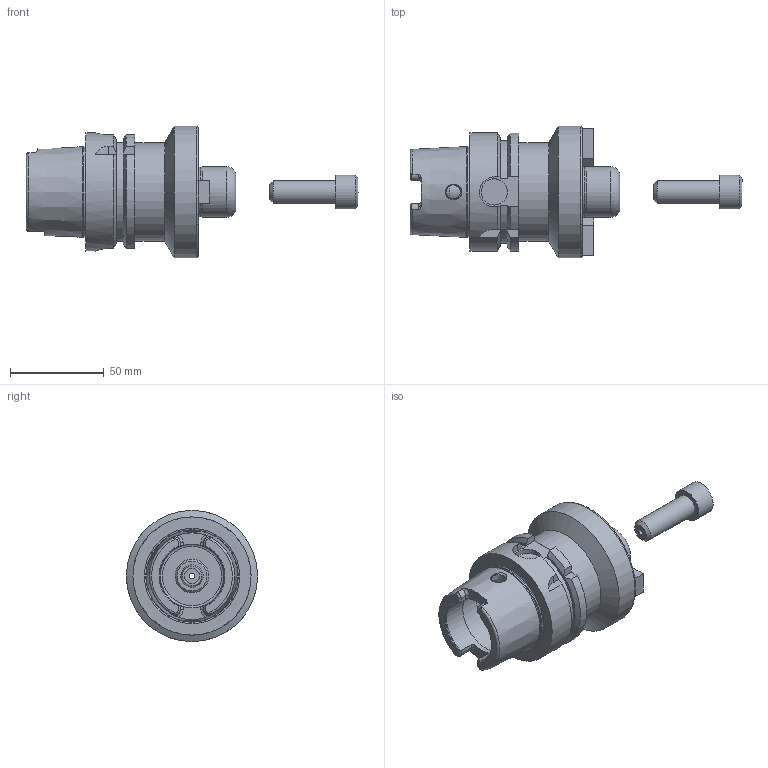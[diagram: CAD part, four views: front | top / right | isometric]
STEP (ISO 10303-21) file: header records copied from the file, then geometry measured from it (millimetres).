
FILE_DESCRIPTION((''),'2;1');
FILE_NAME('535015227060-3D.stp','2020-05-08T09:56:56',('nttooll'),(''),'Autodesk Inventor 2012','Autodesk Inventor 2012','');
FILE_SCHEMA(('AUTOMOTIVE_DESIGN { 1 0 10303 214 1 1 1 1 }'));
Length unit declared in the file: millimetre
Products named in the file (1): 535015227060-3D
Bounding box: 177.13 x 70 x 70 mm (x, y, z)
Volume: 198811.6 mm3; surface area: 39608.9 mm2
Topology: 2 solids, 2 shells, 165 faces, 416 edges, 262 vertices
Faces by surface type: plane 70, cylinder 44, cone 34, torus 17
Full cylindrical faces by diameter (mm): 3 x1, 7.5 x2, 8 x1, 10.5 x1, 11.3 x1, 11.547 x1, 12 x3, 12.5 x1, 14 x1, 18 x2, 26.6 x1, 27 x1, 34 x1, 34.5 x1, 40 x1, 48 x1, 52.5 x1, 63 x1, 70 x1
Entity records: 4998 total; most frequent: CARTESIAN_POINT 1300, DIRECTION 760, ORIENTED_EDGE 716, EDGE_CURVE 358, AXIS2_PLACEMENT_3D 308, VERTEX_POINT 252, EDGE_LOOP 228, FACE_OUTER_BOUND 165
